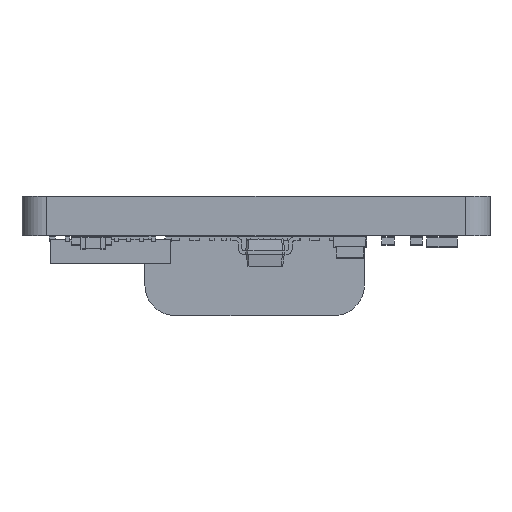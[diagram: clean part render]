
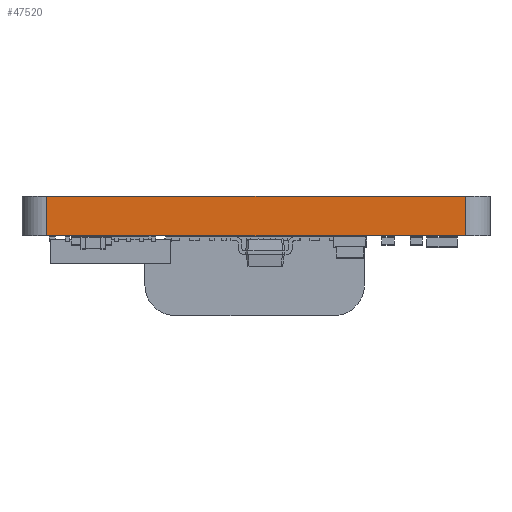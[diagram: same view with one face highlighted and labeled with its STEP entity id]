
A CAD part, front view. The second image highlights one B-rep face of the part: STEP entity #47520.
In plain terms, the highlighted planar face has unit normal (0, -1, 0).
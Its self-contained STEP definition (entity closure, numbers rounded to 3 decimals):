
#45410 = PLANE('',#45411);
#45411 = AXIS2_PLACEMENT_3D('',#45412,#45413,#45414);
#45412 = CARTESIAN_POINT('',(159.525,-107.865,1.6));
#45413 = DIRECTION('',(0.,0.,1.));
#45414 = DIRECTION('',(1.,0.,0.));
#45464 = PLANE('',#45465);
#45465 = AXIS2_PLACEMENT_3D('',#45466,#45467,#45468);
#45466 = CARTESIAN_POINT('',(159.525,-107.865,0.));
#45467 = DIRECTION('',(0.,0.,1.));
#45468 = DIRECTION('',(1.,0.,0.));
#45688 = VERTEX_POINT('',#45689);
#45689 = CARTESIAN_POINT('',(151.,-119.05,0.));
#45704 = CYLINDRICAL_SURFACE('',#45705,1.);
#45705 = AXIS2_PLACEMENT_3D('',#45706,#45707,#45708);
#45706 = CARTESIAN_POINT('',(151.,-118.05,0.));
#45707 = DIRECTION('',(0.,0.,-1.));
#45708 = DIRECTION('',(1.,0.,0.));
#45716 = EDGE_CURVE('',#45688,#45717,#45719,.T.);
#45717 = VERTEX_POINT('',#45718);
#45718 = CARTESIAN_POINT('',(168.05,-119.05,0.));
#45719 = SURFACE_CURVE('',#45720,(#45724,#45731),.PCURVE_S1.);
#45720 = LINE('',#45721,#45722);
#45721 = CARTESIAN_POINT('',(151.,-119.05,0.));
#45722 = VECTOR('',#45723,1.);
#45723 = DIRECTION('',(1.,0.,0.));
#45724 = PCURVE('',#45464,#45725);
#45725 = DEFINITIONAL_REPRESENTATION('',(#45726),#45730);
#45726 = LINE('',#45727,#45728);
#45727 = CARTESIAN_POINT('',(-8.525,-11.185));
#45728 = VECTOR('',#45729,1.);
#45729 = DIRECTION('',(1.,0.));
#45730 = ( GEOMETRIC_REPRESENTATION_CONTEXT(2) 
PARAMETRIC_REPRESENTATION_CONTEXT() REPRESENTATION_CONTEXT('2D SPACE',''
  ) );
#45731 = PCURVE('',#45732,#45737);
#45732 = PLANE('',#45733);
#45733 = AXIS2_PLACEMENT_3D('',#45734,#45735,#45736);
#45734 = CARTESIAN_POINT('',(151.,-119.05,0.));
#45735 = DIRECTION('',(0.,1.,0.));
#45736 = DIRECTION('',(1.,0.,0.));
#45737 = DEFINITIONAL_REPRESENTATION('',(#45738),#45742);
#45738 = LINE('',#45739,#45740);
#45739 = CARTESIAN_POINT('',(0.,0.));
#45740 = VECTOR('',#45741,1.);
#45741 = DIRECTION('',(1.,0.));
#45742 = ( GEOMETRIC_REPRESENTATION_CONTEXT(2) 
PARAMETRIC_REPRESENTATION_CONTEXT() REPRESENTATION_CONTEXT('2D SPACE',''
  ) );
#45761 = CYLINDRICAL_SURFACE('',#45762,1.);
#45762 = AXIS2_PLACEMENT_3D('',#45763,#45764,#45765);
#45763 = CARTESIAN_POINT('',(168.05,-118.05,0.));
#45764 = DIRECTION('',(0.,0.,-1.));
#45765 = DIRECTION('',(1.,0.,0.));
#46609 = VERTEX_POINT('',#46610);
#46610 = CARTESIAN_POINT('',(151.,-119.05,1.6));
#46632 = EDGE_CURVE('',#46609,#46633,#46635,.T.);
#46633 = VERTEX_POINT('',#46634);
#46634 = CARTESIAN_POINT('',(168.05,-119.05,1.6));
#46635 = SURFACE_CURVE('',#46636,(#46640,#46647),.PCURVE_S1.);
#46636 = LINE('',#46637,#46638);
#46637 = CARTESIAN_POINT('',(151.,-119.05,1.6));
#46638 = VECTOR('',#46639,1.);
#46639 = DIRECTION('',(1.,0.,0.));
#46640 = PCURVE('',#45410,#46641);
#46641 = DEFINITIONAL_REPRESENTATION('',(#46642),#46646);
#46642 = LINE('',#46643,#46644);
#46643 = CARTESIAN_POINT('',(-8.525,-11.185));
#46644 = VECTOR('',#46645,1.);
#46645 = DIRECTION('',(1.,0.));
#46646 = ( GEOMETRIC_REPRESENTATION_CONTEXT(2) 
PARAMETRIC_REPRESENTATION_CONTEXT() REPRESENTATION_CONTEXT('2D SPACE',''
  ) );
#46647 = PCURVE('',#45732,#46648);
#46648 = DEFINITIONAL_REPRESENTATION('',(#46649),#46653);
#46649 = LINE('',#46650,#46651);
#46650 = CARTESIAN_POINT('',(0.,-1.6));
#46651 = VECTOR('',#46652,1.);
#46652 = DIRECTION('',(1.,0.));
#46653 = ( GEOMETRIC_REPRESENTATION_CONTEXT(2) 
PARAMETRIC_REPRESENTATION_CONTEXT() REPRESENTATION_CONTEXT('2D SPACE',''
  ) );
#47472 = EDGE_CURVE('',#45688,#46609,#47473,.T.);
#47473 = SURFACE_CURVE('',#47474,(#47478,#47485),.PCURVE_S1.);
#47474 = LINE('',#47475,#47476);
#47475 = CARTESIAN_POINT('',(151.,-119.05,0.));
#47476 = VECTOR('',#47477,1.);
#47477 = DIRECTION('',(0.,0.,1.));
#47478 = PCURVE('',#45704,#47479);
#47479 = DEFINITIONAL_REPRESENTATION('',(#47480),#47484);
#47480 = LINE('',#47481,#47482);
#47481 = CARTESIAN_POINT('',(-4.712,0.));
#47482 = VECTOR('',#47483,1.);
#47483 = DIRECTION('',(0.,-1.));
#47484 = ( GEOMETRIC_REPRESENTATION_CONTEXT(2) 
PARAMETRIC_REPRESENTATION_CONTEXT() REPRESENTATION_CONTEXT('2D SPACE',''
  ) );
#47485 = PCURVE('',#45732,#47486);
#47486 = DEFINITIONAL_REPRESENTATION('',(#47487),#47491);
#47487 = LINE('',#47488,#47489);
#47488 = CARTESIAN_POINT('',(0.,0.));
#47489 = VECTOR('',#47490,1.);
#47490 = DIRECTION('',(0.,-1.));
#47491 = ( GEOMETRIC_REPRESENTATION_CONTEXT(2) 
PARAMETRIC_REPRESENTATION_CONTEXT() REPRESENTATION_CONTEXT('2D SPACE',''
  ) );
#47520 = ADVANCED_FACE('',(#47521),#45732,.F.);
#47521 = FACE_BOUND('',#47522,.F.);
#47522 = EDGE_LOOP('',(#47523,#47524,#47525,#47546));
#47523 = ORIENTED_EDGE('',*,*,#47472,.T.);
#47524 = ORIENTED_EDGE('',*,*,#46632,.T.);
#47525 = ORIENTED_EDGE('',*,*,#47526,.F.);
#47526 = EDGE_CURVE('',#45717,#46633,#47527,.T.);
#47527 = SURFACE_CURVE('',#47528,(#47532,#47539),.PCURVE_S1.);
#47528 = LINE('',#47529,#47530);
#47529 = CARTESIAN_POINT('',(168.05,-119.05,0.));
#47530 = VECTOR('',#47531,1.);
#47531 = DIRECTION('',(0.,0.,1.));
#47532 = PCURVE('',#45732,#47533);
#47533 = DEFINITIONAL_REPRESENTATION('',(#47534),#47538);
#47534 = LINE('',#47535,#47536);
#47535 = CARTESIAN_POINT('',(17.05,0.));
#47536 = VECTOR('',#47537,1.);
#47537 = DIRECTION('',(0.,-1.));
#47538 = ( GEOMETRIC_REPRESENTATION_CONTEXT(2) 
PARAMETRIC_REPRESENTATION_CONTEXT() REPRESENTATION_CONTEXT('2D SPACE',''
  ) );
#47539 = PCURVE('',#45761,#47540);
#47540 = DEFINITIONAL_REPRESENTATION('',(#47541),#47545);
#47541 = LINE('',#47542,#47543);
#47542 = CARTESIAN_POINT('',(-4.712,0.));
#47543 = VECTOR('',#47544,1.);
#47544 = DIRECTION('',(0.,-1.));
#47545 = ( GEOMETRIC_REPRESENTATION_CONTEXT(2) 
PARAMETRIC_REPRESENTATION_CONTEXT() REPRESENTATION_CONTEXT('2D SPACE',''
  ) );
#47546 = ORIENTED_EDGE('',*,*,#45716,.F.);
